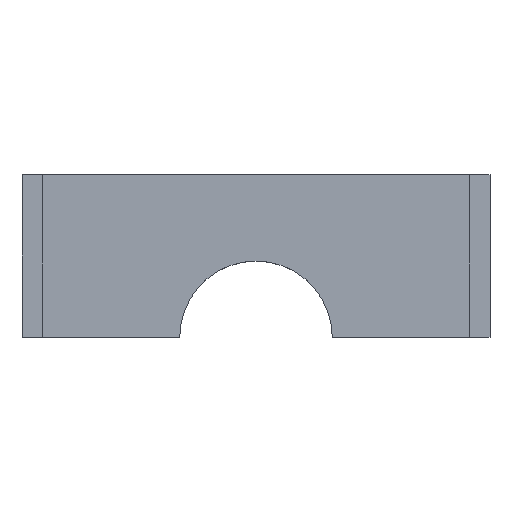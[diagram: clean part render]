
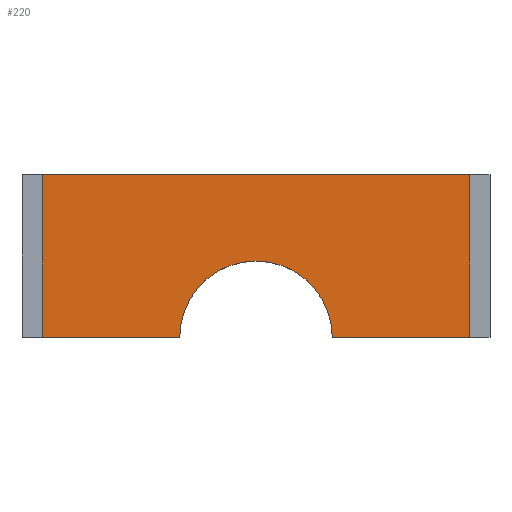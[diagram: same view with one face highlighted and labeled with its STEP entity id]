
A CAD part, top view. The second image highlights one B-rep face of the part: STEP entity #220.
In plain terms, the highlighted planar face has unit normal (0, 0, 1).
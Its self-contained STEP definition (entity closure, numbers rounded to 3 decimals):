
#15=PLANE('',#254);
#27=FACE_OUTER_BOUND('',#39,.T.);
#39=EDGE_LOOP('',(#162,#163,#164,#165,#166,#167));
#51=CIRCLE('',#253,7.5);
#54=LINE('',#335,#82);
#55=LINE('',#337,#83);
#56=LINE('',#339,#84);
#57=LINE('',#341,#85);
#58=LINE('',#342,#86);
#82=VECTOR('',#277,10.);
#83=VECTOR('',#278,10.);
#84=VECTOR('',#279,10.);
#85=VECTOR('',#280,10.);
#86=VECTOR('',#281,10.);
#109=VERTEX_POINT('',#326);
#111=VERTEX_POINT('',#330);
#112=VERTEX_POINT('',#334);
#113=VERTEX_POINT('',#336);
#114=VERTEX_POINT('',#338);
#115=VERTEX_POINT('',#340);
#131=EDGE_CURVE('',#109,#111,#51,.T.);
#132=EDGE_CURVE('',#111,#112,#54,.T.);
#133=EDGE_CURVE('',#112,#113,#55,.T.);
#134=EDGE_CURVE('',#114,#113,#56,.T.);
#135=EDGE_CURVE('',#115,#114,#57,.T.);
#136=EDGE_CURVE('',#115,#109,#58,.T.);
#162=ORIENTED_EDGE('',*,*,#131,.T.);
#163=ORIENTED_EDGE('',*,*,#132,.T.);
#164=ORIENTED_EDGE('',*,*,#133,.T.);
#165=ORIENTED_EDGE('',*,*,#134,.F.);
#166=ORIENTED_EDGE('',*,*,#135,.F.);
#167=ORIENTED_EDGE('',*,*,#136,.T.);
#220=ADVANCED_FACE('',(#27),#15,.T.);
#253=AXIS2_PLACEMENT_3D('',#332,#273,#274);
#254=AXIS2_PLACEMENT_3D('',#333,#275,#276);
#273=DIRECTION('center_axis',(0.,0.,-1.));
#274=DIRECTION('ref_axis',(-1.,0.,0.));
#275=DIRECTION('center_axis',(0.,0.,1.));
#276=DIRECTION('ref_axis',(1.,0.,0.));
#277=DIRECTION('',(1.,0.,0.));
#278=DIRECTION('',(0.,1.,0.));
#279=DIRECTION('',(1.,0.,0.));
#280=DIRECTION('',(0.,1.,0.));
#281=DIRECTION('',(1.,0.,0.));
#326=CARTESIAN_POINT('',(-7.5,0.,2.));
#330=CARTESIAN_POINT('',(7.5,0.,2.));
#332=CARTESIAN_POINT('Origin',(0.,0.,2.));
#333=CARTESIAN_POINT('Origin',(-21.,0.,2.));
#334=CARTESIAN_POINT('',(21.,0.,2.));
#335=CARTESIAN_POINT('',(-21.,0.,2.));
#336=CARTESIAN_POINT('',(21.,16.,2.));
#337=CARTESIAN_POINT('',(21.,0.,2.));
#338=CARTESIAN_POINT('',(-21.,16.,2.));
#339=CARTESIAN_POINT('',(-21.,16.,2.));
#340=CARTESIAN_POINT('',(-21.,0.,2.));
#341=CARTESIAN_POINT('',(-21.,0.,2.));
#342=CARTESIAN_POINT('',(-21.,0.,2.));
